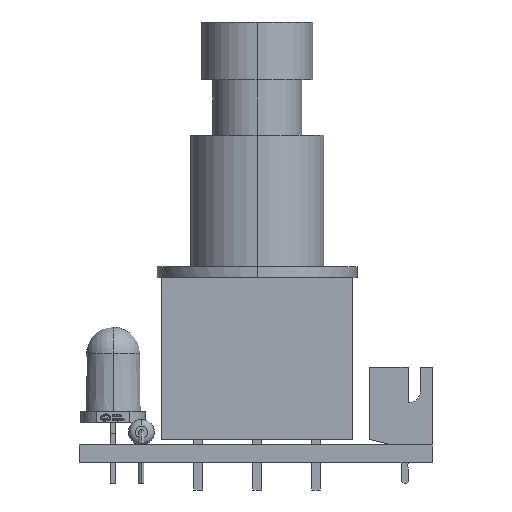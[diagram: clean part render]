
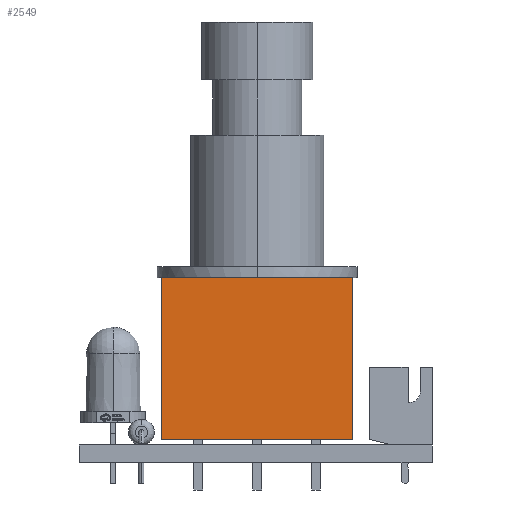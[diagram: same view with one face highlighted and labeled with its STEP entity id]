
A CAD part, left-side view. The second image highlights one B-rep face of the part: STEP entity #2549.
In plain terms, the highlighted face is planar.
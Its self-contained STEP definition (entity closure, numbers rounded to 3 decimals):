
#2268 = VERTEX_POINT('',#2269);
#2269 = CARTESIAN_POINT('',(10.1,-8.6,
    0.45));
#2284 = VERTEX_POINT('',#2285);
#2285 = CARTESIAN_POINT('',(10.1,8.6,
    0.45));
#2291 = EDGE_CURVE('',#2268,#2284,#2292,.T.);
#2292 = LINE('',#2293,#2294);
#2293 = CARTESIAN_POINT('',(10.1,-8.6,
    0.45));
#2294 = VECTOR('',#2295,1.);
#2295 = DIRECTION('',(0.,1.,0.));
#2516 = EDGE_CURVE('',#2517,#2268,#2519,.T.);
#2517 = VERTEX_POINT('',#2518);
#2518 = CARTESIAN_POINT('',(10.1,-8.6,
    15.05));
#2519 = LINE('',#2520,#2521);
#2520 = CARTESIAN_POINT('',(10.1,-8.6,
    15.05));
#2521 = VECTOR('',#2522,1.);
#2522 = DIRECTION('',(0.,0.,-1.));
#2549 = ADVANCED_FACE('',(#2550),#2568,.F.);
#2550 = FACE_BOUND('',#2551,.T.);
#2551 = EDGE_LOOP('',(#2552,#2553,#2561,#2567));
#2552 = ORIENTED_EDGE('',*,*,#2291,.T.);
#2553 = ORIENTED_EDGE('',*,*,#2554,.F.);
#2554 = EDGE_CURVE('',#2555,#2284,#2557,.T.);
#2555 = VERTEX_POINT('',#2556);
#2556 = CARTESIAN_POINT('',(10.1,8.6,
    15.05));
#2557 = LINE('',#2558,#2559);
#2558 = CARTESIAN_POINT('',(10.1,8.6,
    15.05));
#2559 = VECTOR('',#2560,1.);
#2560 = DIRECTION('',(0.,0.,-1.));
#2561 = ORIENTED_EDGE('',*,*,#2562,.F.);
#2562 = EDGE_CURVE('',#2517,#2555,#2563,.T.);
#2563 = LINE('',#2564,#2565);
#2564 = CARTESIAN_POINT('',(10.1,-8.6,
    15.05));
#2565 = VECTOR('',#2566,1.);
#2566 = DIRECTION('',(0.,1.,0.));
#2567 = ORIENTED_EDGE('',*,*,#2516,.T.);
#2568 = PLANE('',#2569);
#2569 = AXIS2_PLACEMENT_3D('',#2570,#2571,#2572);
#2570 = CARTESIAN_POINT('',(10.1,-8.6,
    15.05));
#2571 = DIRECTION('',(-1.,0.,0.));
#2572 = DIRECTION('',(0.,-1.,0.));
